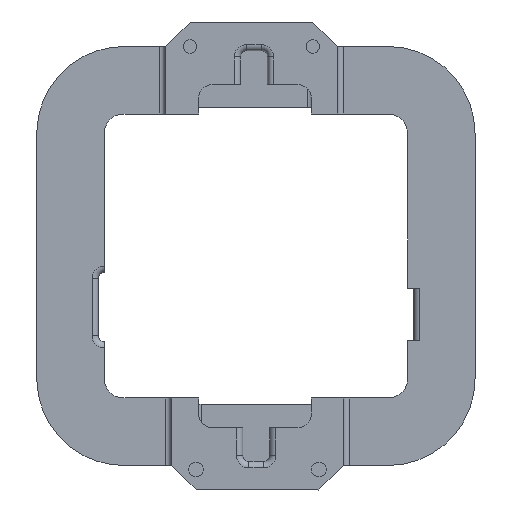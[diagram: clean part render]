
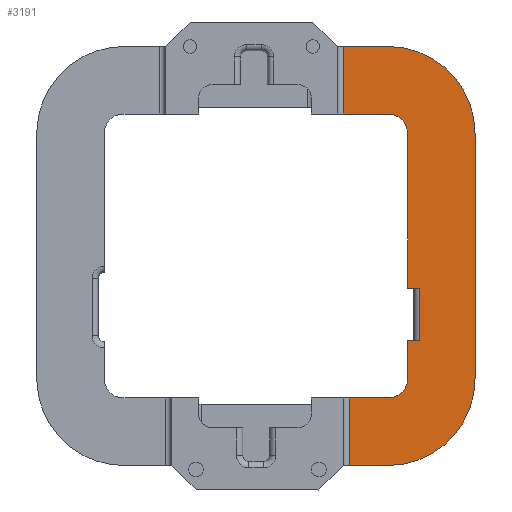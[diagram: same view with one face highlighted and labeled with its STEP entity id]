
A CAD part, front view. The second image highlights one B-rep face of the part: STEP entity #3191.
In plain terms, the highlighted planar face has unit normal (0, -1, 0).
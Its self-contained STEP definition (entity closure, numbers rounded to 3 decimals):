
#75=PLANE('',#3482);
#221=FACE_OUTER_BOUND('',#395,.T.);
#395=EDGE_LOOP('',(#2560,#2561,#2562,#2563,#2564,#2565,#2566,#2567,#2568,
#2569,#2570,#2571,#2572,#2573,#2574,#2575,#2576));
#490=LINE('',#4535,#836);
#629=LINE('',#5047,#975);
#632=LINE('',#5056,#978);
#713=LINE('',#5292,#1059);
#714=LINE('',#5294,#1060);
#715=LINE('',#5297,#1061);
#716=LINE('',#5299,#1062);
#717=LINE('',#5303,#1063);
#718=LINE('',#5305,#1064);
#719=LINE('',#5308,#1065);
#720=LINE('',#5310,#1066);
#721=LINE('',#5314,#1067);
#722=LINE('',#5315,#1068);
#836=VECTOR('',#3599,10.);
#975=VECTOR('',#3978,10.);
#978=VECTOR('',#3987,10.);
#1059=VECTOR('',#4190,10.);
#1060=VECTOR('',#4191,10.);
#1061=VECTOR('',#4194,10.);
#1062=VECTOR('',#4195,10.);
#1063=VECTOR('',#4198,10.);
#1064=VECTOR('',#4199,10.);
#1065=VECTOR('',#4202,10.);
#1066=VECTOR('',#4203,10.);
#1067=VECTOR('',#4206,10.);
#1068=VECTOR('',#4207,10.);
#1290=CIRCLE('',#3483,1.58);
#1291=CIRCLE('',#3484,7.08);
#1292=CIRCLE('',#3485,7.08);
#1293=CIRCLE('',#3486,1.58);
#1307=VERTEX_POINT('',#4528);
#1310=VERTEX_POINT('',#4533);
#1483=VERTEX_POINT('',#5041);
#1485=VERTEX_POINT('',#5045);
#1486=VERTEX_POINT('',#5052);
#1488=VERTEX_POINT('',#5055);
#1568=VERTEX_POINT('',#5291);
#1569=VERTEX_POINT('',#5293);
#1570=VERTEX_POINT('',#5295);
#1571=VERTEX_POINT('',#5298);
#1572=VERTEX_POINT('',#5300);
#1573=VERTEX_POINT('',#5302);
#1574=VERTEX_POINT('',#5304);
#1575=VERTEX_POINT('',#5306);
#1576=VERTEX_POINT('',#5309);
#1577=VERTEX_POINT('',#5311);
#1578=VERTEX_POINT('',#5313);
#1621=EDGE_CURVE('',#1310,#1307,#490,.T.);
#1840=EDGE_CURVE('',#1485,#1483,#629,.T.);
#1844=EDGE_CURVE('',#1486,#1488,#632,.T.);
#1959=EDGE_CURVE('',#1568,#1310,#713,.T.);
#1960=EDGE_CURVE('',#1569,#1568,#714,.T.);
#1961=EDGE_CURVE('',#1570,#1569,#1290,.T.);
#1962=EDGE_CURVE('',#1488,#1570,#715,.T.);
#1963=EDGE_CURVE('',#1486,#1571,#716,.T.);
#1964=EDGE_CURVE('',#1571,#1572,#1291,.T.);
#1965=EDGE_CURVE('',#1572,#1573,#717,.T.);
#1966=EDGE_CURVE('',#1573,#1574,#718,.T.);
#1967=EDGE_CURVE('',#1574,#1575,#1292,.T.);
#1968=EDGE_CURVE('',#1575,#1483,#719,.T.);
#1969=EDGE_CURVE('',#1576,#1485,#720,.T.);
#1970=EDGE_CURVE('',#1577,#1576,#1293,.T.);
#1971=EDGE_CURVE('',#1578,#1577,#721,.T.);
#1972=EDGE_CURVE('',#1307,#1578,#722,.T.);
#2560=ORIENTED_EDGE('',*,*,#1959,.F.);
#2561=ORIENTED_EDGE('',*,*,#1960,.F.);
#2562=ORIENTED_EDGE('',*,*,#1961,.F.);
#2563=ORIENTED_EDGE('',*,*,#1962,.F.);
#2564=ORIENTED_EDGE('',*,*,#1844,.F.);
#2565=ORIENTED_EDGE('',*,*,#1963,.T.);
#2566=ORIENTED_EDGE('',*,*,#1964,.T.);
#2567=ORIENTED_EDGE('',*,*,#1965,.T.);
#2568=ORIENTED_EDGE('',*,*,#1966,.T.);
#2569=ORIENTED_EDGE('',*,*,#1967,.T.);
#2570=ORIENTED_EDGE('',*,*,#1968,.T.);
#2571=ORIENTED_EDGE('',*,*,#1840,.F.);
#2572=ORIENTED_EDGE('',*,*,#1969,.F.);
#2573=ORIENTED_EDGE('',*,*,#1970,.F.);
#2574=ORIENTED_EDGE('',*,*,#1971,.F.);
#2575=ORIENTED_EDGE('',*,*,#1972,.F.);
#2576=ORIENTED_EDGE('',*,*,#1621,.F.);
#3191=ADVANCED_FACE('',(#221),#75,.F.);
#3482=AXIS2_PLACEMENT_3D('',#5290,#4188,#4189);
#3483=AXIS2_PLACEMENT_3D('',#5296,#4192,#4193);
#3484=AXIS2_PLACEMENT_3D('',#5301,#4196,#4197);
#3485=AXIS2_PLACEMENT_3D('',#5307,#4200,#4201);
#3486=AXIS2_PLACEMENT_3D('',#5312,#4204,#4205);
#3599=DIRECTION('',(0.,0.,1.));
#3978=DIRECTION('',(0.,0.,1.));
#3987=DIRECTION('',(0.,0.,1.));
#4188=DIRECTION('center_axis',(0.,1.,0.));
#4189=DIRECTION('ref_axis',(-1.,0.,0.));
#4190=DIRECTION('',(1.,0.,0.));
#4191=DIRECTION('',(0.,0.,1.));
#4192=DIRECTION('center_axis',(0.,-1.,0.));
#4193=DIRECTION('ref_axis',(1.,0.,0.));
#4194=DIRECTION('',(1.,0.,0.));
#4195=DIRECTION('',(1.,0.,0.));
#4196=DIRECTION('center_axis',(0.,-1.,0.));
#4197=DIRECTION('ref_axis',(1.,0.,0.));
#4198=DIRECTION('',(1.,0.,0.));
#4199=DIRECTION('',(0.,0.,1.));
#4200=DIRECTION('center_axis',(0.,-1.,0.));
#4201=DIRECTION('ref_axis',(0.,0.,1.));
#4202=DIRECTION('',(-1.,0.,0.));
#4203=DIRECTION('',(-1.,0.,0.));
#4204=DIRECTION('center_axis',(0.,-1.,0.));
#4205=DIRECTION('ref_axis',(0.,0.,1.));
#4206=DIRECTION('',(0.,0.,1.));
#4207=DIRECTION('',(-1.,0.,0.));
#4528=CARTESIAN_POINT('',(27.797,12.555,-16.365));
#4533=CARTESIAN_POINT('',(27.798,12.555,-20.615));
#4535=CARTESIAN_POINT('',(27.795,12.555,-8.734));
#5041=CARTESIAN_POINT('',(21.569,12.555,3.342));
#5045=CARTESIAN_POINT('',(21.569,12.555,-2.158));
#5047=CARTESIAN_POINT('',(21.569,12.555,-7.946));
#5052=CARTESIAN_POINT('',(22.056,12.555,-30.808));
#5055=CARTESIAN_POINT('',(22.056,12.555,-25.308));
#5056=CARTESIAN_POINT('',(22.056,12.555,-22.271));
#5290=CARTESIAN_POINT('Origin',(14.438,12.555,-13.733));
#5291=CARTESIAN_POINT('',(26.797,12.555,-20.615));
#5292=CARTESIAN_POINT('',(20.867,12.555,-20.615));
#5293=CARTESIAN_POINT('',(26.797,12.555,-23.728));
#5294=CARTESIAN_POINT('',(26.797,12.555,-17.174));
#5295=CARTESIAN_POINT('',(25.217,12.555,-25.308));
#5296=CARTESIAN_POINT('Origin',(25.217,12.555,-23.728));
#5297=CARTESIAN_POINT('',(19.827,12.555,-25.308));
#5298=CARTESIAN_POINT('',(25.217,12.555,-30.808));
#5299=CARTESIAN_POINT('',(25.217,12.555,-30.808));
#5300=CARTESIAN_POINT('',(32.297,12.555,-23.728));
#5301=CARTESIAN_POINT('Origin',(25.217,12.555,-23.728));
#5302=CARTESIAN_POINT('',(32.299,12.555,-23.728));
#5303=CARTESIAN_POINT('',(32.297,12.555,-23.728));
#5304=CARTESIAN_POINT('',(32.294,12.555,-3.736));
#5305=CARTESIAN_POINT('',(32.299,12.555,-22.42));
#5306=CARTESIAN_POINT('',(25.214,12.555,3.342));
#5307=CARTESIAN_POINT('Origin',(25.214,12.555,-3.738));
#5308=CARTESIAN_POINT('',(25.214,12.555,3.342));
#5309=CARTESIAN_POINT('',(25.214,12.555,-2.158));
#5310=CARTESIAN_POINT('',(16.699,12.555,-2.158));
#5311=CARTESIAN_POINT('',(26.794,12.555,-3.738));
#5312=CARTESIAN_POINT('Origin',(25.214,12.555,-3.738));
#5313=CARTESIAN_POINT('',(26.797,12.555,-16.365));
#5314=CARTESIAN_POINT('',(26.795,12.555,-8.734));
#5315=CARTESIAN_POINT('',(20.617,12.555,-16.365));
